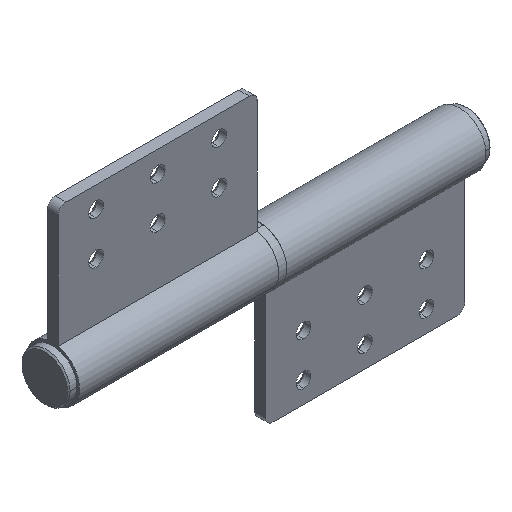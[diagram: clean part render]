
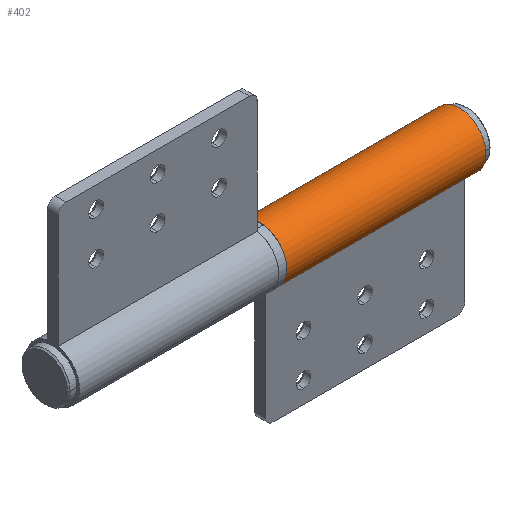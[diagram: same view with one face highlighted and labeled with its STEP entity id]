
A CAD part, isometric view. The second image highlights one B-rep face of the part: STEP entity #402.
In plain terms, the highlighted cylindrical face has radius 10 mm (diameter 20 mm), a partial arc.
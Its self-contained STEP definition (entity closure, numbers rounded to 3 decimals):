
#375 = ORIENTED_EDGE ( 'NONE', *, *, #376, .F. ) ;
#376 = EDGE_CURVE ( 'NONE', #377, #393, #1179, .T. ) ;
#377 = VERTEX_POINT ( 'NONE', #1174 ) ;
#378 = ORIENTED_EDGE ( 'NONE', *, *, #379, .F. ) ;
#379 = EDGE_CURVE ( 'NONE', #380, #377, #1173, .T. ) ;
#380 = VERTEX_POINT ( 'NONE', #1169 ) ;
#381 = ORIENTED_EDGE ( 'NONE', *, *, #382, .T. ) ;
#382 = EDGE_CURVE ( 'NONE', #380, #396, #1167, .T. ) ;
#383 = ORIENTED_EDGE ( 'NONE', *, *, #395, .T. ) ;
#393 = VERTEX_POINT ( 'NONE', #1200 ) ;
#395 = EDGE_CURVE ( 'NONE', #396, #393, #1199, .T. ) ;
#396 = VERTEX_POINT ( 'NONE', #1261 ) ;
#402 = ADVANCED_FACE ( 'NONE', ( #1250 ), #1249, .T. ) ;
#403 = EDGE_LOOP ( 'NONE', ( #375, #378, #381, #383 ) ) ;
#1167 = CIRCLE ( 'NONE', #1231, 10. ) ;
#1169 = CARTESIAN_POINT ( 'NONE',  ( -74.5, 2., -9.798 ) ) ;
#1170 = DIRECTION ( 'NONE',  ( 1., 0., 0. ) ) ;
#1171 = VECTOR ( 'NONE', #1170, 1000. ) ;
#1172 = CARTESIAN_POINT ( 'NONE',  ( -74.5, 2., -9.798 ) ) ;
#1173 = LINE ( 'NONE', #1172, #1171 ) ;
#1174 = CARTESIAN_POINT ( 'NONE',  ( 0., 2., -9.798 ) ) ;
#1175 = DIRECTION ( 'NONE',  ( 0., 0., -1. ) ) ;
#1176 = DIRECTION ( 'NONE',  ( 1., 0., 0. ) ) ;
#1177 = CARTESIAN_POINT ( 'NONE',  ( 0., 0., 0. ) ) ;
#1178 = AXIS2_PLACEMENT_3D ( 'NONE', #1177, #1176, #1175 ) ;
#1179 = CIRCLE ( 'NONE', #1178, 10. ) ;
#1196 = DIRECTION ( 'NONE',  ( 1., 0., 0. ) ) ;
#1197 = VECTOR ( 'NONE', #1196, 1000. ) ;
#1198 = CARTESIAN_POINT ( 'NONE',  ( -74.5, -2., -9.798 ) ) ;
#1199 = LINE ( 'NONE', #1198, #1197 ) ;
#1200 = CARTESIAN_POINT ( 'NONE',  ( 0., -2., -9.798 ) ) ;
#1228 = DIRECTION ( 'NONE',  ( 0., 0., -1. ) ) ;
#1229 = DIRECTION ( 'NONE',  ( 1., 0., 0. ) ) ;
#1230 = CARTESIAN_POINT ( 'NONE',  ( -74.5, 0., 0. ) ) ;
#1231 = AXIS2_PLACEMENT_3D ( 'NONE', #1230, #1229, #1228 ) ;
#1244 = DIRECTION ( 'NONE',  ( 0., 0., -1. ) ) ;
#1245 = DIRECTION ( 'NONE',  ( 1., 0., 0. ) ) ;
#1246 = CARTESIAN_POINT ( 'NONE',  ( -74.5, 0., 0. ) ) ;
#1247 = AXIS2_PLACEMENT_3D ( 'NONE', #1246, #1245, #1244 ) ;
#1249 = CYLINDRICAL_SURFACE ( 'NONE', #1247, 10. ) ;
#1250 = FACE_OUTER_BOUND ( 'NONE', #403, .T. ) ;
#1261 = CARTESIAN_POINT ( 'NONE',  ( -74.5, -2., -9.798 ) ) ;
